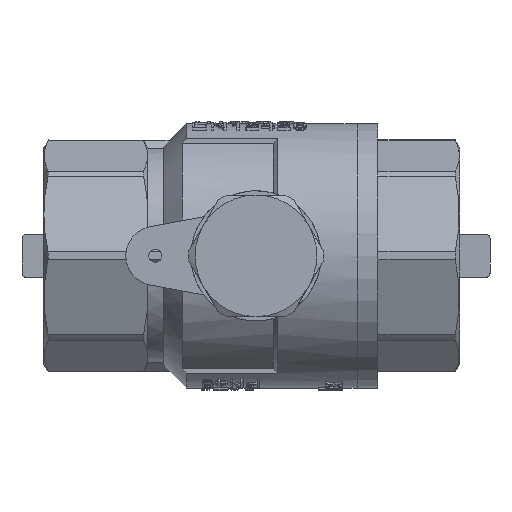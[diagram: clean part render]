
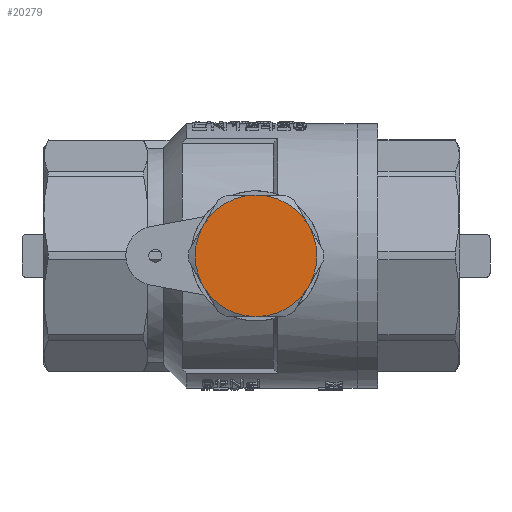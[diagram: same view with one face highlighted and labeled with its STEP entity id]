
A CAD part, front view. The second image highlights one B-rep face of the part: STEP entity #20279.
In plain terms, the highlighted planar face has unit normal (0, -1, 0).
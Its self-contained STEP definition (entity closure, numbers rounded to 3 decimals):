
#2673=LINE('',#44906,#3891);
#2674=LINE('',#44910,#3892);
#2675=LINE('',#44914,#3893);
#2676=LINE('',#44918,#3894);
#2677=LINE('',#44922,#3895);
#2678=LINE('',#44926,#3896);
#3891=VECTOR('',#36647,1000.);
#3892=VECTOR('',#36650,1000.);
#3893=VECTOR('',#36653,1000.);
#3894=VECTOR('',#36656,1000.);
#3895=VECTOR('',#36659,1000.);
#3896=VECTOR('',#36662,1000.);
#4812=PLANE('',#29855);
#5275=CIRCLE('',#29856,7.005);
#5276=CIRCLE('',#29857,7.005);
#5277=CIRCLE('',#29858,7.005);
#5278=CIRCLE('',#29859,7.005);
#5279=CIRCLE('',#29860,7.005);
#5280=CIRCLE('',#29861,7.005);
#11250=ORIENTED_EDGE('',*,*,#14340,.F.);
#11251=ORIENTED_EDGE('',*,*,#14341,.F.);
#11252=ORIENTED_EDGE('',*,*,#14342,.F.);
#11253=ORIENTED_EDGE('',*,*,#14343,.F.);
#11254=ORIENTED_EDGE('',*,*,#14344,.F.);
#11255=ORIENTED_EDGE('',*,*,#14345,.F.);
#11256=ORIENTED_EDGE('',*,*,#14346,.F.);
#11257=ORIENTED_EDGE('',*,*,#14347,.F.);
#11258=ORIENTED_EDGE('',*,*,#14348,.F.);
#11259=ORIENTED_EDGE('',*,*,#14349,.F.);
#11260=ORIENTED_EDGE('',*,*,#14350,.F.);
#11261=ORIENTED_EDGE('',*,*,#14351,.F.);
#14340=EDGE_CURVE('',#16405,#16406,#5275,.T.);
#14341=EDGE_CURVE('',#16407,#16405,#2673,.T.);
#14342=EDGE_CURVE('',#16408,#16407,#5276,.T.);
#14343=EDGE_CURVE('',#16409,#16408,#2674,.T.);
#14344=EDGE_CURVE('',#16410,#16409,#5277,.T.);
#14345=EDGE_CURVE('',#16411,#16410,#2675,.T.);
#14346=EDGE_CURVE('',#16412,#16411,#5278,.T.);
#14347=EDGE_CURVE('',#16413,#16412,#2676,.T.);
#14348=EDGE_CURVE('',#16414,#16413,#5279,.T.);
#14349=EDGE_CURVE('',#16415,#16414,#2677,.T.);
#14350=EDGE_CURVE('',#16416,#16415,#5280,.T.);
#14351=EDGE_CURVE('',#16406,#16416,#2678,.T.);
#16405=VERTEX_POINT('',#44904);
#16406=VERTEX_POINT('',#44905);
#16407=VERTEX_POINT('',#44907);
#16408=VERTEX_POINT('',#44909);
#16409=VERTEX_POINT('',#44911);
#16410=VERTEX_POINT('',#44913);
#16411=VERTEX_POINT('',#44915);
#16412=VERTEX_POINT('',#44917);
#16413=VERTEX_POINT('',#44919);
#16414=VERTEX_POINT('',#44921);
#16415=VERTEX_POINT('',#44923);
#16416=VERTEX_POINT('',#44925);
#17803=EDGE_LOOP('',(#11250,#11251,#11252,#11253,#11254,#11255,#11256,#11257,
#11258,#11259,#11260,#11261));
#19084=FACE_BOUND('',#17803,.T.);
#20279=ADVANCED_FACE('',(#19084),#4812,.T.);
#29855=AXIS2_PLACEMENT_3D('',#44902,#36643,#36644);
#29856=AXIS2_PLACEMENT_3D('',#44903,#36645,#36646);
#29857=AXIS2_PLACEMENT_3D('',#44908,#36648,#36649);
#29858=AXIS2_PLACEMENT_3D('',#44912,#36651,#36652);
#29859=AXIS2_PLACEMENT_3D('',#44916,#36654,#36655);
#29860=AXIS2_PLACEMENT_3D('',#44920,#36657,#36658);
#29861=AXIS2_PLACEMENT_3D('',#44924,#36660,#36661);
#36643=DIRECTION('',(0.,-1.,0.));
#36644=DIRECTION('',(0.,0.,-1.));
#36645=DIRECTION('',(0.,1.,0.));
#36646=DIRECTION('',(1.,0.,0.));
#36647=DIRECTION('',(0.5,0.,-0.866));
#36648=DIRECTION('',(0.,1.,0.));
#36649=DIRECTION('',(1.,0.,0.));
#36650=DIRECTION('',(1.,0.,0.));
#36651=DIRECTION('',(0.,1.,0.));
#36652=DIRECTION('',(1.,0.,0.));
#36653=DIRECTION('',(0.5,0.,0.866));
#36654=DIRECTION('',(0.,1.,0.));
#36655=DIRECTION('',(1.,0.,0.));
#36656=DIRECTION('',(-0.5,0.,0.866));
#36657=DIRECTION('',(0.,1.,0.));
#36658=DIRECTION('',(1.,0.,0.));
#36659=DIRECTION('',(-1.,0.,0.));
#36660=DIRECTION('',(0.,1.,0.));
#36661=DIRECTION('',(1.,0.,0.));
#36662=DIRECTION('',(-0.5,0.,-0.866));
#44902=CARTESIAN_POINT('',(3.875,-36.8,0.));
#44903=CARTESIAN_POINT('',(0.,-36.8,0.));
#44904=CARTESIAN_POINT('',(6.197,-36.8,3.266));
#44905=CARTESIAN_POINT('',(6.197,-36.8,-3.266));
#44906=CARTESIAN_POINT('',(8.083,-36.8,0.));
#44907=CARTESIAN_POINT('',(5.927,-36.8,3.734));
#44908=CARTESIAN_POINT('',(0.,-36.8,0.));
#44909=CARTESIAN_POINT('',(0.27,-36.8,7.));
#44910=CARTESIAN_POINT('',(0.,-36.8,7.));
#44911=CARTESIAN_POINT('',(-0.27,-36.8,7.));
#44912=CARTESIAN_POINT('',(0.,-36.8,0.));
#44913=CARTESIAN_POINT('',(-5.927,-36.8,3.734));
#44914=CARTESIAN_POINT('',(-8.083,-36.8,0.));
#44915=CARTESIAN_POINT('',(-6.197,-36.8,3.266));
#44916=CARTESIAN_POINT('',(0.,-36.8,0.));
#44917=CARTESIAN_POINT('',(-6.197,-36.8,-3.266));
#44918=CARTESIAN_POINT('',(-8.083,-36.8,0.));
#44919=CARTESIAN_POINT('',(-5.927,-36.8,-3.734));
#44920=CARTESIAN_POINT('',(0.,-36.8,0.));
#44921=CARTESIAN_POINT('',(-0.27,-36.8,-7.));
#44922=CARTESIAN_POINT('',(0.,-36.8,-7.));
#44923=CARTESIAN_POINT('',(0.27,-36.8,-7.));
#44924=CARTESIAN_POINT('',(0.,-36.8,0.));
#44925=CARTESIAN_POINT('',(5.927,-36.8,-3.734));
#44926=CARTESIAN_POINT('',(8.083,-36.8,0.));
